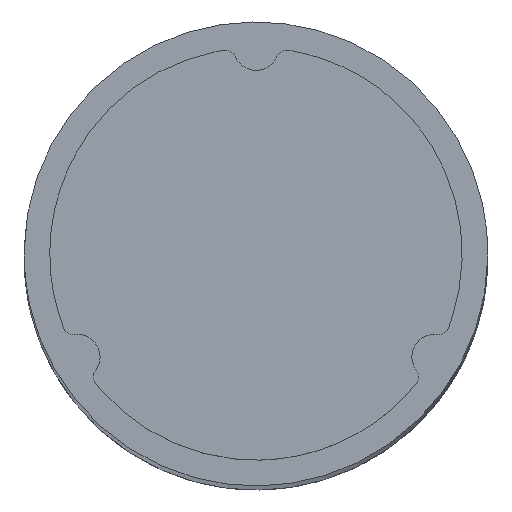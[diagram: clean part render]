
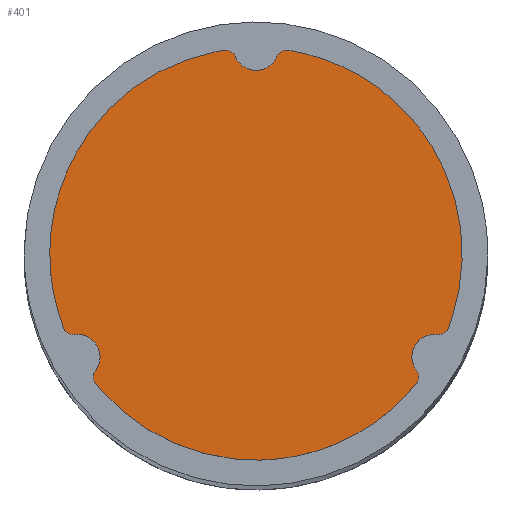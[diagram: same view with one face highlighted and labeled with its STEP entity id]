
A CAD part, top view. The second image highlights one B-rep face of the part: STEP entity #401.
In plain terms, the highlighted planar face has unit normal (0, 0, 1).
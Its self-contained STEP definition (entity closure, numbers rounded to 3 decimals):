
#401=ADVANCED_FACE('',(#677),#4152,.T.);
#677=FACE_OUTER_BOUND('',#974,.T.);
#974=EDGE_LOOP('',(#2254,#2255,#2256,#2257,#2258,#2259));
#2254=ORIENTED_EDGE('',*,*,#2919,.F.);
#2255=ORIENTED_EDGE('',*,*,#2916,.F.);
#2256=ORIENTED_EDGE('',*,*,#2913,.F.);
#2257=ORIENTED_EDGE('',*,*,#2910,.F.);
#2258=ORIENTED_EDGE('',*,*,#2907,.F.);
#2259=ORIENTED_EDGE('',*,*,#2903,.F.);
#2903=EDGE_CURVE('',#3956,#3957,#3559,.T.);
#2907=EDGE_CURVE('',#3957,#3960,#3563,.T.);
#2910=EDGE_CURVE('',#3960,#3962,#3566,.T.);
#2913=EDGE_CURVE('',#3962,#3964,#3569,.T.);
#2916=EDGE_CURVE('',#3964,#3966,#3572,.T.);
#2919=EDGE_CURVE('',#3966,#3956,#3575,.T.);
#3559=(
BOUNDED_CURVE()
B_SPLINE_CURVE(2,(#16572,#16573,#16574,#16575,#16576),.UNSPECIFIED.,.F.,
 .F.)
B_SPLINE_CURVE_WITH_KNOTS((3,2,3),(0.,5.174,10.348),
 .UNSPECIFIED.)
CURVE()
GEOMETRIC_REPRESENTATION_ITEM()
RATIONAL_B_SPLINE_CURVE((1.,0.832,1.,0.832,1.))
REPRESENTATION_ITEM('')
);
#3563=(
BOUNDED_CURVE()
B_SPLINE_CURVE(2,(#16586,#16587,#16588,#16589,#16590,#16591,#16592,#16593,
#16594),.UNSPECIFIED.,.F.,.F.)
B_SPLINE_CURVE_WITH_KNOTS((3,2,2,2,3),(10.348,13.012,
48.656,84.301,86.965),.UNSPECIFIED.)
CURVE()
GEOMETRIC_REPRESENTATION_ITEM()
RATIONAL_B_SPLINE_CURVE((1.,0.786,1.,0.902,1.,0.902,
1.,0.786,1.))
REPRESENTATION_ITEM('')
);
#3566=(
BOUNDED_CURVE()
B_SPLINE_CURVE(2,(#16606,#16607,#16608,#16609,#16610),.UNSPECIFIED.,.F.,
 .F.)
B_SPLINE_CURVE_WITH_KNOTS((3,2,3),(86.965,92.139,97.313),
 .UNSPECIFIED.)
CURVE()
GEOMETRIC_REPRESENTATION_ITEM()
RATIONAL_B_SPLINE_CURVE((1.,0.832,1.,0.832,1.))
REPRESENTATION_ITEM('')
);
#3569=(
BOUNDED_CURVE()
B_SPLINE_CURVE(2,(#16618,#16619,#16620,#16621,#16622,#16623,#16624,#16625,
#16626),.UNSPECIFIED.,.F.,.F.)
B_SPLINE_CURVE_WITH_KNOTS((3,2,2,2,3),(97.313,99.977,
135.621,171.265,173.929),.UNSPECIFIED.)
CURVE()
GEOMETRIC_REPRESENTATION_ITEM()
RATIONAL_B_SPLINE_CURVE((1.,0.786,1.,0.902,1.,0.902,
1.,0.786,1.))
REPRESENTATION_ITEM('')
);
#3572=(
BOUNDED_CURVE()
B_SPLINE_CURVE(2,(#16638,#16639,#16640,#16641,#16642),.UNSPECIFIED.,.F.,
 .F.)
B_SPLINE_CURVE_WITH_KNOTS((3,2,3),(173.929,179.103,184.277),
 .UNSPECIFIED.)
CURVE()
GEOMETRIC_REPRESENTATION_ITEM()
RATIONAL_B_SPLINE_CURVE((1.,0.832,1.,0.832,1.))
REPRESENTATION_ITEM('')
);
#3575=(
BOUNDED_CURVE()
B_SPLINE_CURVE(2,(#16650,#16651,#16652,#16653,#16654,#16655,#16656,#16657,
#16658),.UNSPECIFIED.,.F.,.F.)
B_SPLINE_CURVE_WITH_KNOTS((3,2,2,2,3),(184.277,186.941,
222.585,258.23,260.894),.UNSPECIFIED.)
CURVE()
GEOMETRIC_REPRESENTATION_ITEM()
RATIONAL_B_SPLINE_CURVE((1.,0.786,1.,0.902,1.,0.902,
1.,0.786,1.))
REPRESENTATION_ITEM('')
);
#3956=VERTEX_POINT('',#16560);
#3957=VERTEX_POINT('',#16561);
#3960=VERTEX_POINT('',#16564);
#3962=VERTEX_POINT('',#16566);
#3964=VERTEX_POINT('',#16568);
#3966=VERTEX_POINT('',#16570);
#4152=PLANE('',#4388);
#4388=AXIS2_PLACEMENT_3D('',#16558,#4534,$);
#4534=DIRECTION('',(0.,0.,1.));
#16558=CARTESIAN_POINT('',(-50.,49.398,-175.116));
#16560=CARTESIAN_POINT('',(-4.061,38.225,-175.116));
#16561=CARTESIAN_POINT('',(4.061,38.225,-175.116));
#16564=CARTESIAN_POINT('',(35.206,-15.719,-175.116));
#16566=CARTESIAN_POINT('',(31.144,-22.754,-175.116));
#16568=CARTESIAN_POINT('',(-31.144,-22.754,-175.116));
#16570=CARTESIAN_POINT('',(-35.206,-15.719,-175.116));
#16572=CARTESIAN_POINT('',(-4.061,38.225,-175.116));
#16573=CARTESIAN_POINT('',(-2.933,35.517,-175.116));
#16574=CARTESIAN_POINT('',(0.,35.517,-175.116));
#16575=CARTESIAN_POINT('',(2.933,35.517,-175.116));
#16576=CARTESIAN_POINT('',(4.061,38.225,-175.116));
#16586=CARTESIAN_POINT('',(4.061,38.225,-175.116));
#16587=CARTESIAN_POINT('',(4.666,39.675,-175.116));
#16588=CARTESIAN_POINT('',(6.218,39.431,-175.116));
#16589=CARTESIAN_POINT('',(25.089,36.461,-175.116));
#16590=CARTESIAN_POINT('',(34.641,19.917,-175.116));
#16591=CARTESIAN_POINT('',(44.193,3.373,-175.116));
#16592=CARTESIAN_POINT('',(37.329,-14.454,-175.116));
#16593=CARTESIAN_POINT('',(36.764,-15.921,-175.116));
#16594=CARTESIAN_POINT('',(35.206,-15.719,-175.116));
#16606=CARTESIAN_POINT('',(35.206,-15.719,-175.116));
#16607=CARTESIAN_POINT('',(32.297,-15.342,-175.116));
#16608=CARTESIAN_POINT('',(30.831,-17.883,-175.116));
#16609=CARTESIAN_POINT('',(29.364,-20.423,-175.116));
#16610=CARTESIAN_POINT('',(31.144,-22.754,-175.116));
#16618=CARTESIAN_POINT('',(31.144,-22.754,-175.116));
#16619=CARTESIAN_POINT('',(32.098,-24.002,-175.116));
#16620=CARTESIAN_POINT('',(31.111,-25.225,-175.116));
#16621=CARTESIAN_POINT('',(19.103,-40.083,-175.116));
#16622=CARTESIAN_POINT('',(0.,-40.083,-175.116));
#16623=CARTESIAN_POINT('',(-19.103,-40.083,-175.116));
#16624=CARTESIAN_POINT('',(-31.111,-25.225,-175.116));
#16625=CARTESIAN_POINT('',(-32.098,-24.002,-175.116));
#16626=CARTESIAN_POINT('',(-31.144,-22.754,-175.116));
#16638=CARTESIAN_POINT('',(-31.144,-22.754,-175.116));
#16639=CARTESIAN_POINT('',(-29.364,-20.423,-175.116));
#16640=CARTESIAN_POINT('',(-30.831,-17.883,-175.116));
#16641=CARTESIAN_POINT('',(-32.297,-15.342,-175.116));
#16642=CARTESIAN_POINT('',(-35.206,-15.719,-175.116));
#16650=CARTESIAN_POINT('',(-35.206,-15.719,-175.116));
#16651=CARTESIAN_POINT('',(-36.764,-15.921,-175.116));
#16652=CARTESIAN_POINT('',(-37.329,-14.454,-175.116));
#16653=CARTESIAN_POINT('',(-44.193,3.373,-175.116));
#16654=CARTESIAN_POINT('',(-34.641,19.917,-175.116));
#16655=CARTESIAN_POINT('',(-25.089,36.461,-175.116));
#16656=CARTESIAN_POINT('',(-6.218,39.431,-175.116));
#16657=CARTESIAN_POINT('',(-4.666,39.675,-175.116));
#16658=CARTESIAN_POINT('',(-4.061,38.225,-175.116));
